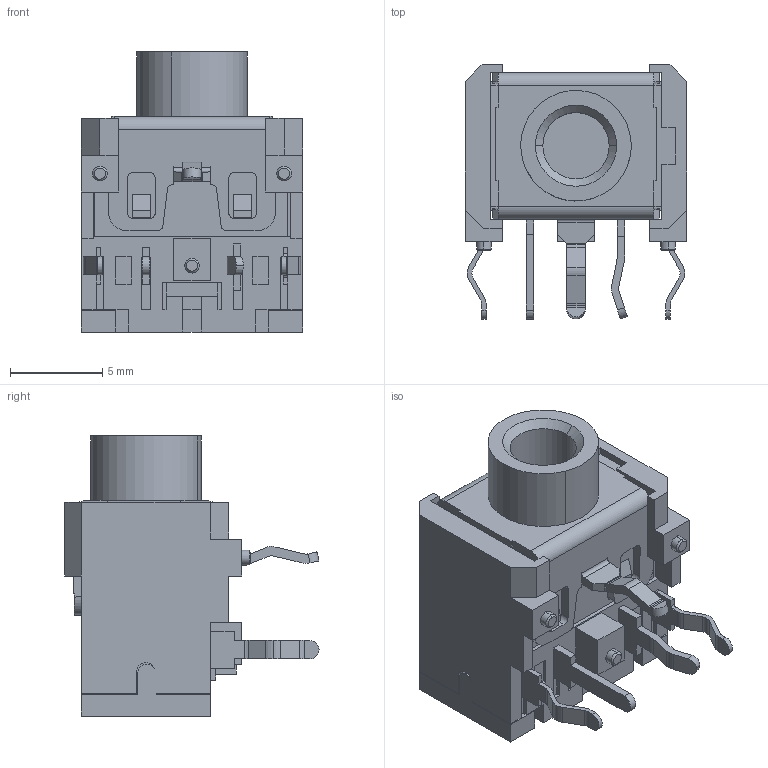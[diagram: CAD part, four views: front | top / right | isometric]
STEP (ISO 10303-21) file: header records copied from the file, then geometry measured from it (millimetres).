
FILE_DESCRIPTION (( 'STEP AP214' ), '1' );
FILE_NAME ('CUI_DEVICES_SJ1-3545N.step', '2023-06-23T15:34:05', ( '' ), ( '' ), 'SwSTEP 2.0', 'SolidWorks 2023', '' );
FILE_SCHEMA (( 'AUTOMOTIVE_DESIGN' ));
Length unit declared in the file: millimetre
Products named in the file (1): CUI_DEVICES_SJ1-3545N
Bounding box: 12 x 13.8 x 15.2 mm (x, y, z)
Volume: 1079.7 mm3; surface area: 1357.2 mm2
Topology: 1 solids, 5 shells, 505 faces, 1408 edges, 931 vertices
Faces by surface type: plane 393, cylinder 98, cone 12, bspline 2
Entity records: 16162 total; most frequent: CARTESIAN_POINT 2986, ORIENTED_EDGE 2816, DIRECTION 2595, EDGE_CURVE 1408, VECTOR 1187, LINE 1187, VERTEX_POINT 931, AXIS2_PLACEMENT_3D 704
